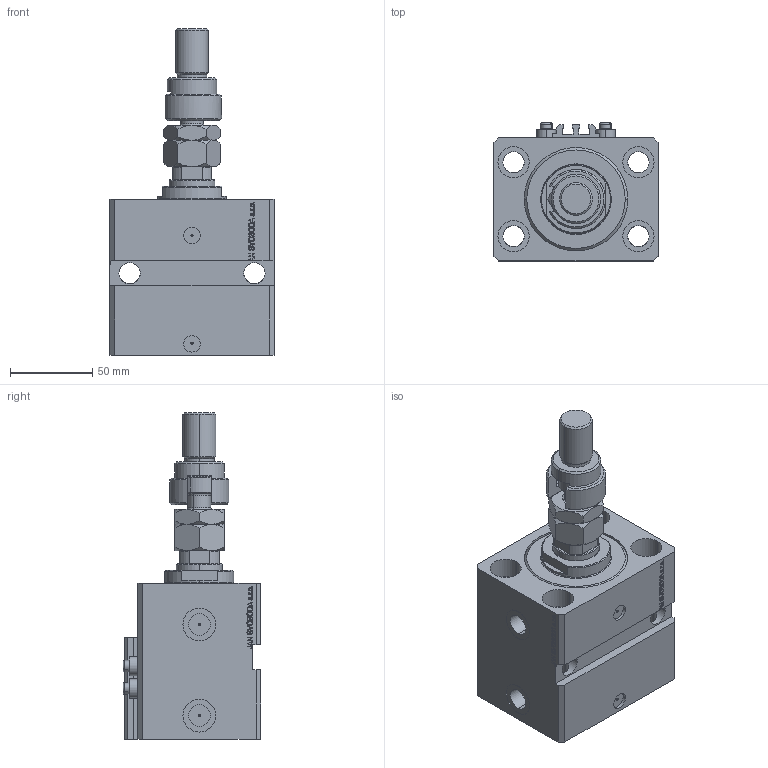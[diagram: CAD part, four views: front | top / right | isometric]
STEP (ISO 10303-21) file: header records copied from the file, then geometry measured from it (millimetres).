
FILE_DESCRIPTION (( 'STEP AP203' ), '1' );
FILE_NAME ('d658.STEP', '2024-09-30T12:25:06', ( '' ), ( '' ), 'SwSTEP 2.0', 'SolidWorks 2019', '' );
FILE_SCHEMA (( 'CONFIG_CONTROL_DESIGN' ));
Length unit declared in the file: millimetre
Products named in the file (8): ALLEN BOLT V250CE 6e43fa6b566e69794a0aa56e61dc488c; DFA 6e43fa6b566e69794a0aa56e61dc488c; V250CE_E_Body 6e43fa6b566e69794a0aa56e61dc488c; FEMALE_PART_FOR_DFA 6e43fa6b566e69794a0aa56e61dc488c; V250CE_VC_E 6e43fa6b566e69794a0aa56e61dc488c; d658; MFA 6e43fa6b566e69794a0aa56e61dc488c; V250CE_C_VCP 6e43fa6b566e69794a0aa56e61dc488c
Assembly tree (10 placements, depth 3):
  d658
    V250CE_E_Body 6e43fa6b566e69794a0aa56e61dc488c
    ALLEN BOLT V250CE 6e43fa6b566e69794a0aa56e61dc488c  x4
    V250CE_C_VCP 6e43fa6b566e69794a0aa56e61dc488c
    V250CE_VC_E 6e43fa6b566e69794a0aa56e61dc488c
    DFA 6e43fa6b566e69794a0aa56e61dc488c
      FEMALE_PART_FOR_DFA 6e43fa6b566e69794a0aa56e61dc488c
      MFA 6e43fa6b566e69794a0aa56e61dc488c
Bounding box: 100 x 84 x 199 mm (x, y, z)
Volume: 659896.6 mm3; surface area: 135135.9 mm2
Topology: 10 solids, 10 shells, 1173 faces, 2914 edges, 1879 vertices
Faces by surface type: plane 563, bspline 357, cylinder 139, cone 96, torus 18
Entity records: 50489 total; most frequent: CARTESIAN_POINT 25650, ORIENTED_EDGE 5518, DIRECTION 3751, EDGE_CURVE 2759, VERTEX_POINT 1795, VECTOR 1647, LINE 1647, EDGE_LOOP 1234
